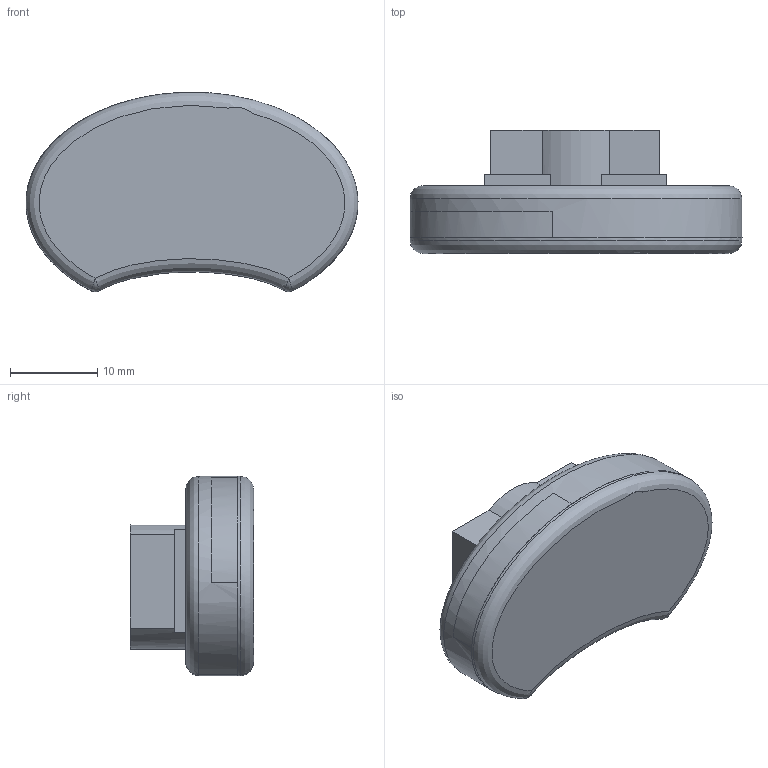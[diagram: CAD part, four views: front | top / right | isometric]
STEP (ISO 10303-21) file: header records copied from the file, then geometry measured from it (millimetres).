
FILE_DESCRIPTION(/* description */ ('Alibre Inc.'),/* implementation_level */ '2;1');
FILE_NAME(/* name */ 'export0',/* time_stamp */ '2015-08-03T10:24:14-04:00',/* author */ (''),/* organization */ (''),/* preprocessor_version */ 'ST-DEVELOPER v14',/* originating_system */ 'Alibre',/* authorisation */ '');
FILE_SCHEMA (('CONFIG_CONTROL_DESIGN'));
Length unit declared in the file: millimetre
Products named in the file (1): ID_1
Bounding box: 38.11 x 14.15 x 22.9 mm (x, y, z)
Volume: 6775.5 mm3; surface area: 2428 mm2
Topology: 1 solids, 1 shells, 44 faces, 113 edges, 68 vertices
Faces by surface type: plane 21, bspline 15, cylinder 6, cone 1, extrusion 1
Entity records: 5052 total; most frequent: CARTESIAN_POINT 4051, ORIENTED_EDGE 218, DIRECTION 141, EDGE_CURVE 109, VERTEX_POINT 68, AXIS2_PLACEMENT_3D 54, VECTOR 49, LINE 48
